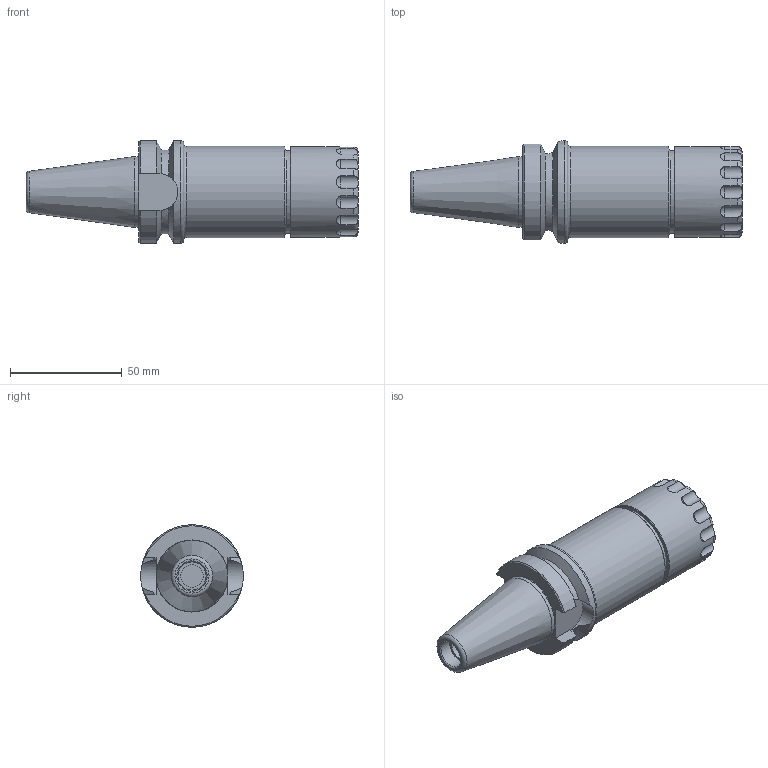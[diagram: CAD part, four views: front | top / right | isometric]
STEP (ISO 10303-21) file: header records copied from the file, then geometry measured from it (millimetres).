
FILE_DESCRIPTION(/* description */ (''),/* implementation_level */ '2;1');
FILE_NAME(/* name */ 'BT30-SK16-100-HT.step',/* time_stamp */ '2025-11-25T12:25:48-06:00',/* author */ (''),/* organization */ (''),/* preprocessor_version */ 'ST-DEVELOPER v20.1',/* originating_system */ 'Autodesk Translation Framework v14.21.0.0',/* authorisation */ '');
FILE_SCHEMA (('AUTOMOTIVE_DESIGN { 1 0 10303 214 3 1 1 }'));
Length unit declared in the file: inch
Products named in the file (4): BT30-SK16-100-HT; (Unsaved); BT30 SF.250-3.75 v3; SK16-HT14-NUT v1
Assembly tree (3 placements, depth 3):
  BT30-SK16-100-HT
    (Unsaved)
      BT30 SF.250-3.75 v3
    SK16-HT14-NUT v1
Bounding box: 148.51 x 45.92 x 45.92 mm (x, y, z)
Volume: 145704 mm3; surface area: 31085.6 mm2
Topology: 2 solids, 2 shells, 94 faces, 259 edges, 174 vertices
Faces by surface type: cylinder 30, torus 20, plane 17, bspline 14, cone 13
Full cylindrical faces by diameter (mm): 10.16 x1, 12.548 x1, 14 x1, 20.041 x1, 31.75 x1, 32 x1, 37.084 x1, 40.64 x1, 40.894 x1, 45.923 x1
Entity records: 3833 total; most frequent: CARTESIAN_POINT 1372, ORIENTED_EDGE 518, DIRECTION 475, EDGE_CURVE 259, AXIS2_PLACEMENT_3D 205, VERTEX_POINT 174, CIRCLE 118, EDGE_LOOP 101
